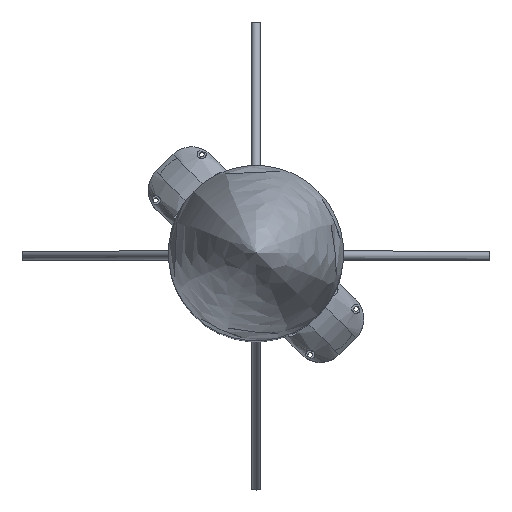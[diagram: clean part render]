
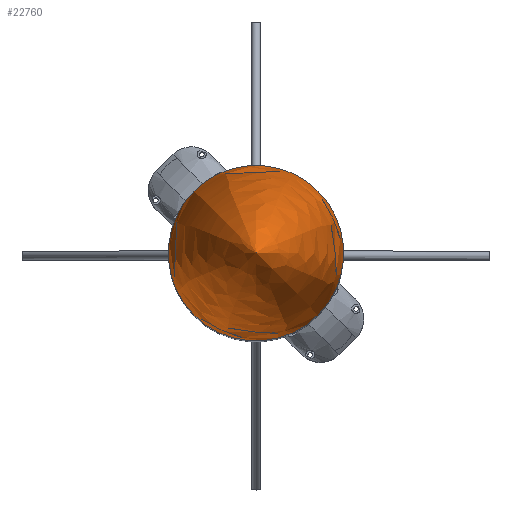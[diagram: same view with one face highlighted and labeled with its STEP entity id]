
A CAD part, top view. The second image highlights one B-rep face of the part: STEP entity #22760.
In plain terms, the highlighted free-form (B-spline) face has degree [3, 3] with [4, 19] control points.
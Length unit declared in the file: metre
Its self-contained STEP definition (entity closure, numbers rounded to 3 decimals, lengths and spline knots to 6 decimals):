
#10=VERTEX_LOOP('',#17998);
#5601=B_SPLINE_SURFACE_WITH_KNOTS('',3,3,((#47183,#47184,#47185,#47186,
#47187,#47188,#47189,#47190,#47191,#47192,#47193,#47194,#47195,#47196,#47197,
#47198,#47199,#47200,#47201),(#47202,#47203,#47204,#47205,#47206,#47207,
#47208,#47209,#47210,#47211,#47212,#47213,#47214,#47215,#47216,#47217,#47218,
#47219,#47220),(#47221,#47222,#47223,#47224,#47225,#47226,#47227,#47228,
#47229,#47230,#47231,#47232,#47233,#47234,#47235,#47236,#47237,#47238,#47239),
(#47240,#47241,#47242,#47243,#47244,#47245,#47246,#47247,#47248,#47249,
#47250,#47251,#47252,#47253,#47254,#47255,#47256,#47257,#47258)),
 .UNSPECIFIED.,.F.,.T.,.F.,(4,4),(1,1,1,1,1,1,1,1,1,1,1,1,1,1,1,1,1,1,1,
1,1,1,1),(0.,1.),(-1.178097,-0.785398,-0.392699,
0.,0.392699,0.785398,1.178097,1.570796,
1.963495,2.356194,2.748894,3.141593,3.534292,
3.926991,4.31969,4.712389,5.105088,5.497787,
5.890486,6.283185,6.675884,7.068583,7.461283),
 .UNSPECIFIED.);
#12201=ORIENTED_EDGE('',*,*,#15504,.F.);
#15504=EDGE_CURVE('',#17997,#17997,#18693,.T.);
#17997=VERTEX_POINT('',#47182);
#17998=VERTEX_POINT('',#47259);
#18693=CIRCLE('',#25426,0.03305);
#20057=EDGE_LOOP('',(#12201));
#21423=FACE_BOUND('',#20057,.T.);
#21424=FACE_BOUND('',#10,.T.);
#22760=ADVANCED_FACE('',(#21423,#21424),#5601,.F.);
#25426=AXIS2_PLACEMENT_3D('',#47181,#30949,#30950);
#30949=DIRECTION('',(0.,0.,-1.));
#30950=DIRECTION('',(-1.,0.,0.));
#47181=CARTESIAN_POINT('',(0.,0.,0.0175));
#47182=CARTESIAN_POINT('',(-0.03305,0.,0.0175));
#47183=CARTESIAN_POINT('',(0.,0.,0.1375));
#47184=CARTESIAN_POINT('',(0.,0.,0.1375));
#47185=CARTESIAN_POINT('',(0.,0.,0.1375));
#47186=CARTESIAN_POINT('',(0.,0.,0.1375));
#47187=CARTESIAN_POINT('',(0.,0.,0.1375));
#47188=CARTESIAN_POINT('',(0.,0.,0.1375));
#47189=CARTESIAN_POINT('',(0.,0.,0.1375));
#47190=CARTESIAN_POINT('',(0.,0.,0.1375));
#47191=CARTESIAN_POINT('',(0.,0.,0.1375));
#47192=CARTESIAN_POINT('',(0.,0.,0.1375));
#47193=CARTESIAN_POINT('',(0.,0.,0.1375));
#47194=CARTESIAN_POINT('',(0.,0.,0.1375));
#47195=CARTESIAN_POINT('',(0.,0.,0.1375));
#47196=CARTESIAN_POINT('',(0.,0.,0.1375));
#47197=CARTESIAN_POINT('',(0.,0.,0.1375));
#47198=CARTESIAN_POINT('',(0.,0.,0.1375));
#47199=CARTESIAN_POINT('',(0.,0.,0.1375));
#47200=CARTESIAN_POINT('',(0.,0.,0.1375));
#47201=CARTESIAN_POINT('',(0.,0.,0.1375));
#47202=CARTESIAN_POINT('',(0.017306,0.007168,0.113438));
#47203=CARTESIAN_POINT('',(0.018732,0.,0.113438));
#47204=CARTESIAN_POINT('',(0.017306,-0.007168,0.113438));
#47205=CARTESIAN_POINT('',(0.013245,-0.013245,0.113438));
#47206=CARTESIAN_POINT('',(0.007168,-0.017306,0.113438));
#47207=CARTESIAN_POINT('',(0.,-0.018732,0.113438));
#47208=CARTESIAN_POINT('',(-0.007168,-0.017306,0.113438));
#47209=CARTESIAN_POINT('',(-0.013245,-0.013245,0.113438));
#47210=CARTESIAN_POINT('',(-0.017306,-0.007168,0.113438));
#47211=CARTESIAN_POINT('',(-0.018732,0.,0.113438));
#47212=CARTESIAN_POINT('',(-0.017306,0.007168,0.113438));
#47213=CARTESIAN_POINT('',(-0.013245,0.013245,0.113438));
#47214=CARTESIAN_POINT('',(-0.007168,0.017306,0.113438));
#47215=CARTESIAN_POINT('',(0.,0.018732,0.113438));
#47216=CARTESIAN_POINT('',(0.007168,0.017306,0.113438));
#47217=CARTESIAN_POINT('',(0.013245,0.013245,0.113438));
#47218=CARTESIAN_POINT('',(0.017306,0.007168,0.113438));
#47219=CARTESIAN_POINT('',(0.018732,0.,0.113438));
#47220=CARTESIAN_POINT('',(0.017306,-0.007168,0.113438));
#47221=CARTESIAN_POINT('',(0.027749,0.011494,0.073438));
#47222=CARTESIAN_POINT('',(0.030035,0.,0.073438));
#47223=CARTESIAN_POINT('',(0.027749,-0.011494,0.073438));
#47224=CARTESIAN_POINT('',(0.021238,-0.021238,0.073438));
#47225=CARTESIAN_POINT('',(0.011494,-0.027749,0.073438));
#47226=CARTESIAN_POINT('',(0.,-0.030035,0.073438));
#47227=CARTESIAN_POINT('',(-0.011494,-0.027749,0.073438));
#47228=CARTESIAN_POINT('',(-0.021238,-0.021238,0.073438));
#47229=CARTESIAN_POINT('',(-0.027749,-0.011494,0.073438));
#47230=CARTESIAN_POINT('',(-0.030035,0.,0.073438));
#47231=CARTESIAN_POINT('',(-0.027749,0.011494,0.073438));
#47232=CARTESIAN_POINT('',(-0.021238,0.021238,0.073438));
#47233=CARTESIAN_POINT('',(-0.011494,0.027749,0.073438));
#47234=CARTESIAN_POINT('',(0.,0.030035,0.073438));
#47235=CARTESIAN_POINT('',(0.011494,0.027749,0.073438));
#47236=CARTESIAN_POINT('',(0.021238,0.021238,0.073438));
#47237=CARTESIAN_POINT('',(0.027749,0.011494,0.073438));
#47238=CARTESIAN_POINT('',(0.030035,0.,0.073438));
#47239=CARTESIAN_POINT('',(0.027749,-0.011494,0.073438));
#47240=CARTESIAN_POINT('',(0.031329,0.012977,0.0175));
#47241=CARTESIAN_POINT('',(0.03391,0.,0.0175));
#47242=CARTESIAN_POINT('',(0.031329,-0.012977,0.0175));
#47243=CARTESIAN_POINT('',(0.023978,-0.023978,0.0175));
#47244=CARTESIAN_POINT('',(0.012977,-0.031329,0.0175));
#47245=CARTESIAN_POINT('',(0.,-0.03391,0.0175));
#47246=CARTESIAN_POINT('',(-0.012977,-0.031329,0.0175));
#47247=CARTESIAN_POINT('',(-0.023978,-0.023978,0.0175));
#47248=CARTESIAN_POINT('',(-0.031329,-0.012977,0.0175));
#47249=CARTESIAN_POINT('',(-0.03391,0.,0.0175));
#47250=CARTESIAN_POINT('',(-0.031329,0.012977,0.0175));
#47251=CARTESIAN_POINT('',(-0.023978,0.023978,0.0175));
#47252=CARTESIAN_POINT('',(-0.012977,0.031329,0.0175));
#47253=CARTESIAN_POINT('',(0.,0.03391,0.0175));
#47254=CARTESIAN_POINT('',(0.012977,0.031329,0.0175));
#47255=CARTESIAN_POINT('',(0.023978,0.023978,0.0175));
#47256=CARTESIAN_POINT('',(0.031329,0.012977,0.0175));
#47257=CARTESIAN_POINT('',(0.03391,0.,0.0175));
#47258=CARTESIAN_POINT('',(0.031329,-0.012977,0.0175));
#47259=CARTESIAN_POINT('',(0.,0.,0.1375));
